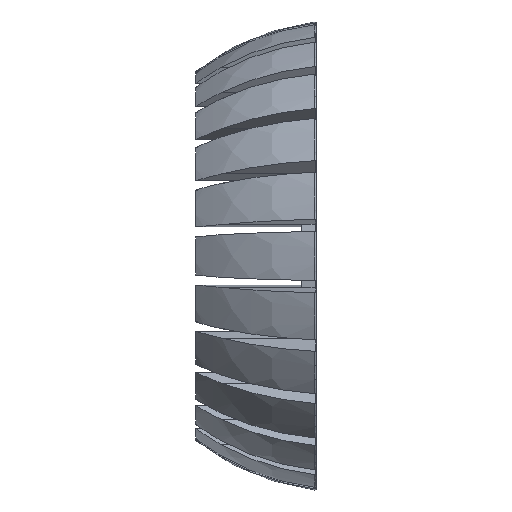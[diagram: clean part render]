
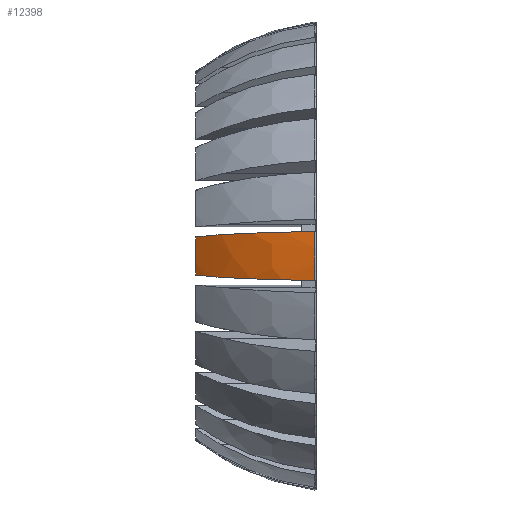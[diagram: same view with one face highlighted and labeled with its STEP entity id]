
A CAD part, left-side view. The second image highlights one B-rep face of the part: STEP entity #12398.
In plain terms, the highlighted spherical face has radius 49.125 mm.
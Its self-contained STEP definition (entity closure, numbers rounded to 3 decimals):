
#53=SPHERICAL_SURFACE('',#13648,49.125);
#854=FACE_OUTER_BOUND('',#1526,.T.);
#1526=EDGE_LOOP('',(#10788,#10789,#10790,#10791,#10792,#10793));
#2437=CIRCLE('',#13629,49.123);
#2438=CIRCLE('',#13632,49.114);
#2445=CIRCLE('',#13645,48.784);
#2446=CIRCLE('',#13647,49.123);
#2447=CIRCLE('',#13649,38.425);
#2448=CIRCLE('',#13650,49.114);
#5565=VERTEX_POINT('',#22162);
#5566=VERTEX_POINT('',#22164);
#5570=VERTEX_POINT('',#22184);
#5589=VERTEX_POINT('',#22277);
#5590=VERTEX_POINT('',#22284);
#5592=VERTEX_POINT('',#22290);
#7332=EDGE_CURVE('',#5566,#5565,#2437,.T.);
#7338=EDGE_CURVE('',#5565,#5570,#2438,.T.);
#7363=EDGE_CURVE('',#5566,#5589,#2445,.T.);
#7365=EDGE_CURVE('',#5590,#5589,#2446,.T.);
#7368=EDGE_CURVE('',#5570,#5592,#2447,.T.);
#7369=EDGE_CURVE('',#5592,#5590,#2448,.T.);
#10788=ORIENTED_EDGE('',*,*,#7363,.F.);
#10789=ORIENTED_EDGE('',*,*,#7332,.T.);
#10790=ORIENTED_EDGE('',*,*,#7338,.T.);
#10791=ORIENTED_EDGE('',*,*,#7368,.T.);
#10792=ORIENTED_EDGE('',*,*,#7369,.T.);
#10793=ORIENTED_EDGE('',*,*,#7365,.T.);
#12398=ADVANCED_FACE('',(#854),#53,.T.);
#13629=AXIS2_PLACEMENT_3D('',#22165,#16902,#16903);
#13632=AXIS2_PLACEMENT_3D('',#22186,#16910,#16911);
#13645=AXIS2_PLACEMENT_3D('',#22278,#16950,#16951);
#13647=AXIS2_PLACEMENT_3D('',#22285,#16954,#16955);
#13648=AXIS2_PLACEMENT_3D('',#22289,#16958,#16959);
#13649=AXIS2_PLACEMENT_3D('',#22291,#16960,#16961);
#13650=AXIS2_PLACEMENT_3D('',#22292,#16962,#16963);
#16902=DIRECTION('center_axis',(-0.095,0.,-0.995));
#16903=DIRECTION('ref_axis',(0.995,0.,-0.095));
#16910=DIRECTION('center_axis',(-0.131,0.,-0.991));
#16911=DIRECTION('ref_axis',(0.991,0.,-0.131));
#16950=DIRECTION('center_axis',(0.,-1.,0.));
#16951=DIRECTION('ref_axis',(-1.,0.,0.));
#16954=DIRECTION('center_axis',(-0.095,0.,0.995));
#16955=DIRECTION('ref_axis',(-0.995,0.,-0.095));
#16958=DIRECTION('center_axis',(0.,1.,0.));
#16959=DIRECTION('ref_axis',(-0.966,0.,0.259));
#16960=DIRECTION('center_axis',(0.,-1.,0.));
#16961=DIRECTION('ref_axis',(-0.994,0.,-0.111));
#16962=DIRECTION('center_axis',(-0.131,0.,0.991));
#16963=DIRECTION('ref_axis',(-0.991,0.,-0.131));
#22162=CARTESIAN_POINT('',(-41.89,25.272,4.456));
#22164=CARTESIAN_POINT('',(-48.518,5.779,5.089));
#22165=CARTESIAN_POINT('Origin',(0.043,0.,0.448));
#22184=CARTESIAN_POINT('',(-38.219,30.607,3.973));
#22186=CARTESIAN_POINT('Origin',(-0.137,0.,-1.041));
#22277=CARTESIAN_POINT('',(-48.518,5.779,-5.089));
#22278=CARTESIAN_POINT('Origin',(0.,5.779,0.));
#22284=CARTESIAN_POINT('',(-41.89,25.272,-4.456));
#22285=CARTESIAN_POINT('Origin',(0.043,0.,-0.448));
#22289=CARTESIAN_POINT('Origin',(0.,0.,0.));
#22290=CARTESIAN_POINT('',(-38.219,30.607,-3.973));
#22291=CARTESIAN_POINT('Origin',(0.,30.607,0.));
#22292=CARTESIAN_POINT('Origin',(-0.137,0.,1.041));
